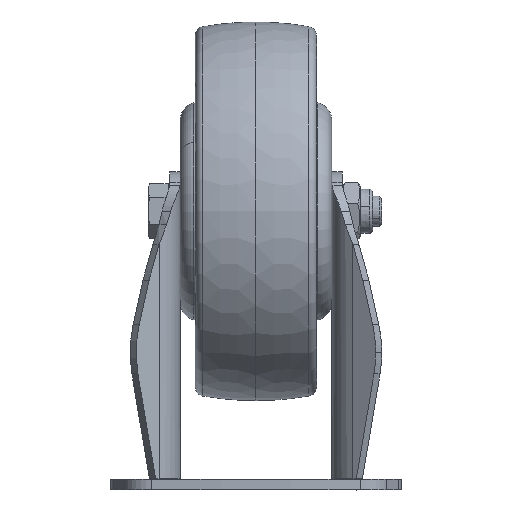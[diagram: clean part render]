
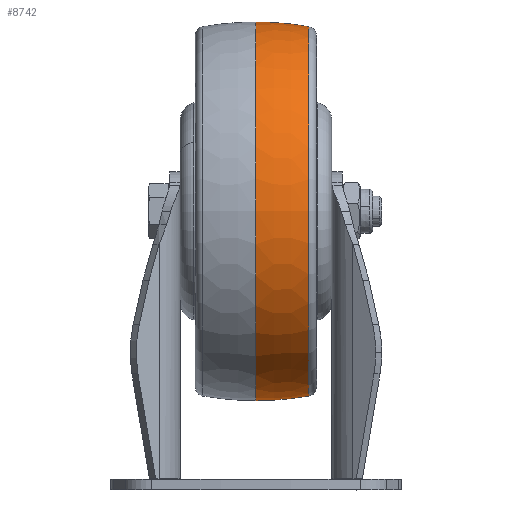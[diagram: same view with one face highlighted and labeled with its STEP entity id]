
A CAD part, front view. The second image highlights one B-rep face of the part: STEP entity #8742.
In plain terms, the highlighted toroidal (fillet/blend) face has major radius 38.756 mm and minor radius 101.256 mm.
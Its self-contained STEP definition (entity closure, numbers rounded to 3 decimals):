
#51 = VERTEX_POINT ( 'NONE', #5260 ) ;
#165 = CARTESIAN_POINT ( 'NONE',  ( 0.014, 0., 0. ) ) ;
#469 = DIRECTION ( 'NONE',  ( 0., 0., 1. ) ) ;
#682 = DIRECTION ( 'NONE',  ( 1., 0., 0. ) ) ;
#716 = CIRCLE ( 'NONE', #1200, 60.977 ) ;
#724 = EDGE_CURVE ( 'NONE', #4521, #2202, #5913, .T. ) ;
#790 = CIRCLE ( 'NONE', #7955, 101.256 ) ;
#1132 = EDGE_CURVE ( 'NONE', #9574, #51, #716, .T. ) ;
#1200 = AXIS2_PLACEMENT_3D ( 'NONE', #7681, #682, #3789 ) ;
#1874 = DIRECTION ( 'NONE',  ( 0., 0., -1. ) ) ;
#2202 = VERTEX_POINT ( 'NONE', #7380 ) ;
#2249 = CARTESIAN_POINT ( 'NONE',  ( 0.014, 0., -38.756 ) ) ;
#2260 = TOROIDAL_SURFACE ( 'NONE', #5490, -38.756, 101.256 ) ;
#2736 = CIRCLE ( 'NONE', #9588, 101.256 ) ;
#2835 = DIRECTION ( 'NONE',  ( 0., 0., -1. ) ) ;
#2851 = DIRECTION ( 'NONE',  ( 1., 0., 0. ) ) ;
#3212 = DIRECTION ( 'NONE',  ( 1., 0., 0. ) ) ;
#3789 = DIRECTION ( 'NONE',  ( 0., 0., -1. ) ) ;
#4521 = VERTEX_POINT ( 'NONE', #9527 ) ;
#5074 = EDGE_LOOP ( 'NONE', ( #8140, #9624, #9142, #6170 ) ) ;
#5260 = CARTESIAN_POINT ( 'NONE',  ( 17.513, 0., -60.977 ) ) ;
#5490 = AXIS2_PLACEMENT_3D ( 'NONE', #165, #3212, #6319 ) ;
#5913 = CIRCLE ( 'NONE', #7230, 62.5 ) ;
#6170 = ORIENTED_EDGE ( 'NONE', *, *, #1132, .F. ) ;
#6319 = DIRECTION ( 'NONE',  ( 0., 0., -1. ) ) ;
#7230 = AXIS2_PLACEMENT_3D ( 'NONE', #8257, #2851, #1874 ) ;
#7380 = CARTESIAN_POINT ( 'NONE',  ( 0., 0., -62.5 ) ) ;
#7412 = CARTESIAN_POINT ( 'NONE',  ( 17.513, 0., 60.977 ) ) ;
#7440 = EDGE_CURVE ( 'NONE', #2202, #51, #2736, .T. ) ;
#7586 = DIRECTION ( 'NONE',  ( 0., -1., 0. ) ) ;
#7681 = CARTESIAN_POINT ( 'NONE',  ( 17.513, 0., 0. ) ) ;
#7819 = EDGE_CURVE ( 'NONE', #4521, #9574, #790, .T. ) ;
#7955 = AXIS2_PLACEMENT_3D ( 'NONE', #2249, #8224, #469 ) ;
#8140 = ORIENTED_EDGE ( 'NONE', *, *, #7819, .F. ) ;
#8224 = DIRECTION ( 'NONE',  ( 0., 1., 0. ) ) ;
#8257 = CARTESIAN_POINT ( 'NONE',  ( 0., 0., 0. ) ) ;
#8742 = ADVANCED_FACE ( 'NONE', ( #8792 ), #2260, .T. ) ;
#8792 = FACE_OUTER_BOUND ( 'NONE', #5074, .T. ) ;
#9122 = CARTESIAN_POINT ( 'NONE',  ( 0.014, 0., 38.756 ) ) ;
#9142 = ORIENTED_EDGE ( 'NONE', *, *, #7440, .T. ) ;
#9527 = CARTESIAN_POINT ( 'NONE',  ( 0., 0., 62.5 ) ) ;
#9574 = VERTEX_POINT ( 'NONE', #7412 ) ;
#9588 = AXIS2_PLACEMENT_3D ( 'NONE', #9122, #7586, #2835 ) ;
#9624 = ORIENTED_EDGE ( 'NONE', *, *, #724, .T. ) ;
